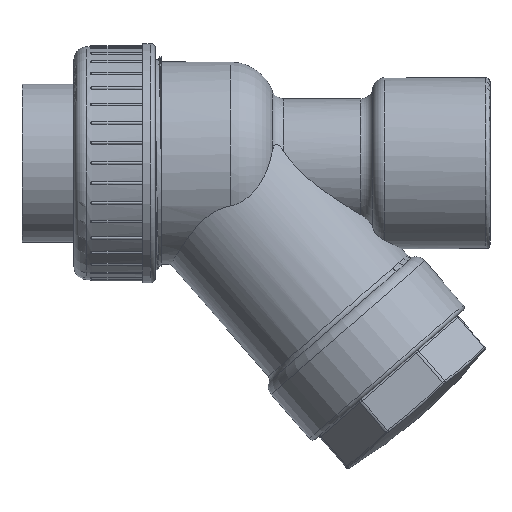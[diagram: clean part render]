
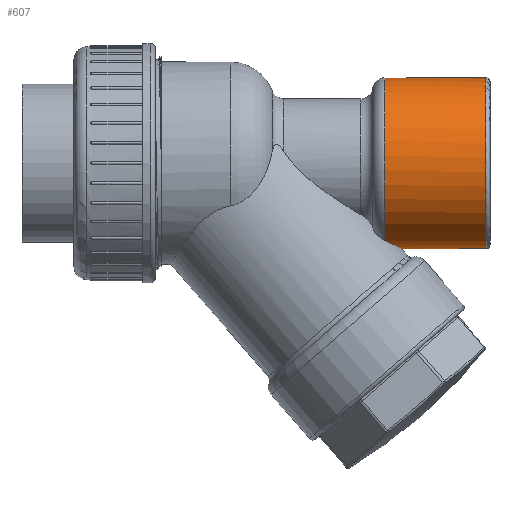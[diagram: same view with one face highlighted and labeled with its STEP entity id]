
A CAD part, top view. The second image highlights one B-rep face of the part: STEP entity #607.
In plain terms, the highlighted cylindrical face has radius 21.407 mm (diameter 42.813 mm), a full revolution.
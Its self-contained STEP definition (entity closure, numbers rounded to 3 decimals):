
#399=FACE_BOUND('',#1295,.T.);
#400=FACE_BOUND('',#1296,.T.);
#607=ADVANCED_FACE('',(#399,#400),#941,.T.);
#941=CYLINDRICAL_SURFACE('',#5684,21.407);
#1295=EDGE_LOOP('',(#2673));
#1296=EDGE_LOOP('',(#2674,#2675));
#1734=CIRCLE('',#5678,21.407);
#1737=CIRCLE('',#5683,21.407);
#2673=ORIENTED_EDGE('',*,*,#4745,.T.);
#2674=ORIENTED_EDGE('',*,*,#4742,.T.);
#2675=ORIENTED_EDGE('',*,*,#4718,.T.);
#4174=VERTEX_POINT('',#8430);
#4175=VERTEX_POINT('',#8441);
#4194=VERTEX_POINT('',#8599);
#4718=EDGE_CURVE('',#4175,#4174,#5489,.T.);
#4742=EDGE_CURVE('',#4174,#4175,#1734,.T.);
#4745=EDGE_CURVE('',#4194,#4194,#1737,.T.);
#5489=B_SPLINE_CURVE_WITH_KNOTS('',3,(#8431,#8432,#8433,#8434,#8435,#8436,
#8437,#8438,#8439,#8440),.UNSPECIFIED.,.F.,.F.,(4,2,2,2,4),(0.,0.25,0.5,
0.75,1.),.UNSPECIFIED.);
#5678=AXIS2_PLACEMENT_3D('',#8591,#6379,#6380);
#5683=AXIS2_PLACEMENT_3D('',#8598,#6389,#6390);
#5684=AXIS2_PLACEMENT_3D('',#8600,#6391,#6392);
#6379=DIRECTION('',(1.,0.,0.));
#6380=DIRECTION('',(0.,0.,-1.));
#6389=DIRECTION('',(-1.,0.,0.));
#6390=DIRECTION('',(0.,0.,-1.));
#6391=DIRECTION('',(1.,0.,0.));
#6392=DIRECTION('',(0.,0.,1.));
#8430=CARTESIAN_POINT('',(-39.745,-138.898,78.49));
#8431=CARTESIAN_POINT('',(-39.745,-138.898,96.595));
#8432=CARTESIAN_POINT('',(-38.588,-139.455,95.402));
#8433=CARTESIAN_POINT('',(-37.551,-139.952,94.055));
#8434=CARTESIAN_POINT('',(-36.027,-140.68,91.016));
#8435=CARTESIAN_POINT('',(-35.555,-140.906,89.295));
#8436=CARTESIAN_POINT('',(-35.551,-140.907,85.812));
#8437=CARTESIAN_POINT('',(-36.026,-140.681,84.069));
#8438=CARTESIAN_POINT('',(-37.556,-139.949,81.022));
#8439=CARTESIAN_POINT('',(-38.587,-139.456,79.685));
#8440=CARTESIAN_POINT('',(-39.745,-138.898,78.49));
#8441=CARTESIAN_POINT('',(-39.745,-138.898,96.595));
#8591=CARTESIAN_POINT('',(-39.745,-119.5,87.543));
#8598=CARTESIAN_POINT('',(-14.389,-119.5,87.543));
#8599=CARTESIAN_POINT('',(-14.389,-119.5,66.136));
#8600=CARTESIAN_POINT('',(-108.949,-119.5,87.543));
